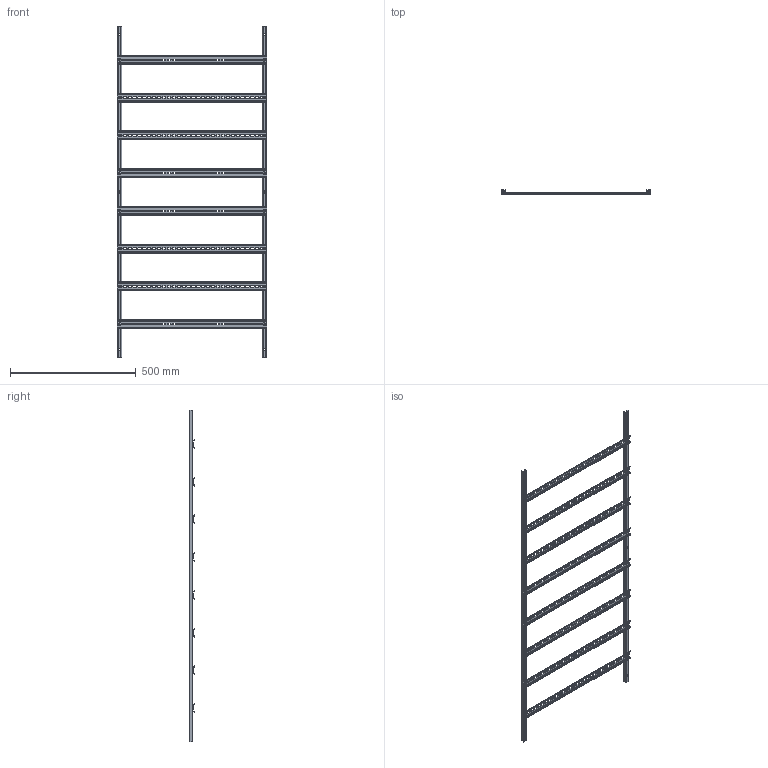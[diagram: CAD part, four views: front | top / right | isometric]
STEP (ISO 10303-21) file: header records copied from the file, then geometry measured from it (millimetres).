
FILE_DESCRIPTION (( 'STEP AP214' ), '1' );
FILE_NAME ('mb65-7r.STEP', '2022-02-06T20:12:41', ( '' ), ( '' ), 'SwSTEP 2.0', 'SolidWorks 2021', '' );
FILE_SCHEMA (( 'AUTOMOTIVE_DESIGN' ));
Length unit declared in the file: millimetre
Products named in the file (4): cross ph tapping 968_din_Screw DIN 968-ST4.2x13-C-H-N; ÌÈ-958.07.00.001 Ðåéêà âåðòèêàëüíàÿ; mb65-7r; Din-ðåéêà 31
Assembly tree (26 placements, depth 2):
  mb65-7r
    ÌÈ-958.07.00.001 Ðåéêà âåðòèêàëüíàÿ  x2
    Din-ðåéêà 31  x8
    cross ph tapping 968_din_Screw DIN 968-ST4.2x13-C-H-N  x16
Bounding box: 595 x 19.5 x 1316 mm (x, y, z)
Volume: 289311.7 mm3; surface area: 587706.3 mm2
Topology: 26 solids, 26 shells, 2056 faces, 5644 edges, 3640 vertices
Faces by surface type: plane 1020, cylinder 972, cone 32, sphere 32
Entity records: 8848 total; most frequent: DIRECTION 1568, CARTESIAN_POINT 1501, ORIENTED_EDGE 1432, EDGE_CURVE 716, AXIS2_PLACEMENT_3D 568, VERTEX_POINT 461, LINE 432, VECTOR 432
